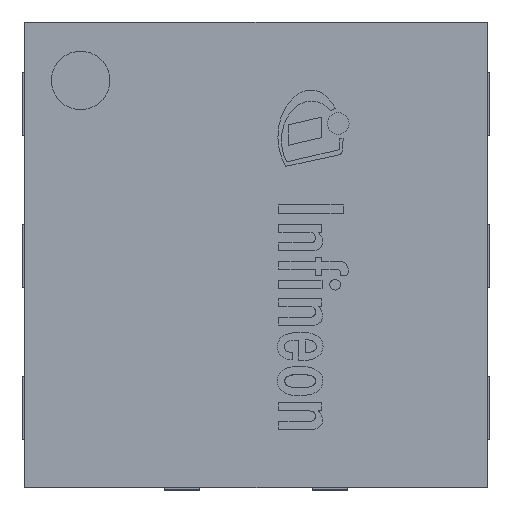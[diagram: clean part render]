
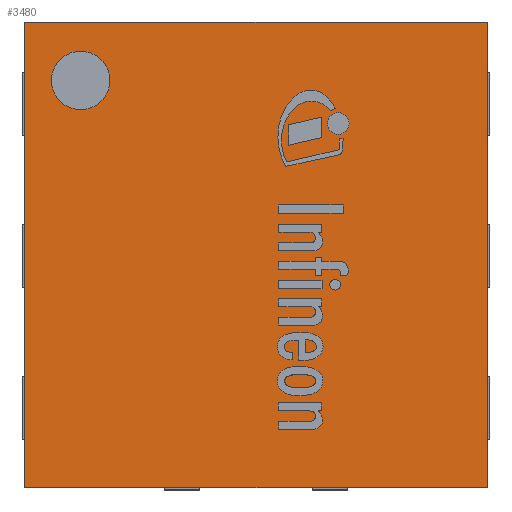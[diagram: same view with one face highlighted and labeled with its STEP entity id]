
A CAD part, top view. The second image highlights one B-rep face of the part: STEP entity #3480.
In plain terms, the highlighted planar face has unit normal (0, 0, 1).
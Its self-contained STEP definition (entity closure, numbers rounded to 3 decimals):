
#215=FACE_BOUND('',#519,.T.);
#221=CIRCLE('',#3719,0.125);
#299=FACE_OUTER_BOUND('',#518,.T.);
#518=EDGE_LOOP('',(#2288,#2289,#2290,#2291));
#519=EDGE_LOOP('',(#2292));
#735=LINE('',#4806,#1069);
#742=LINE('',#4826,#1076);
#745=LINE('',#4830,#1079);
#747=LINE('',#4833,#1081);
#1069=VECTOR('',#3970,1.);
#1076=VECTOR('',#3987,1.);
#1079=VECTOR('',#3992,1.);
#1081=VECTOR('',#3996,1.);
#1403=VERTEX_POINT('',#4804);
#1404=VERTEX_POINT('',#4805);
#1408=VERTEX_POINT('',#4815);
#1411=VERTEX_POINT('',#4823);
#1412=VERTEX_POINT('',#4825);
#1747=EDGE_CURVE('',#1403,#1404,#735,.T.);
#1753=EDGE_CURVE('',#1408,#1408,#221,.T.);
#1756=EDGE_CURVE('',#1412,#1411,#742,.T.);
#1759=EDGE_CURVE('',#1412,#1403,#745,.T.);
#1761=EDGE_CURVE('',#1411,#1404,#747,.T.);
#2288=ORIENTED_EDGE('',*,*,#1761,.T.);
#2289=ORIENTED_EDGE('',*,*,#1747,.F.);
#2290=ORIENTED_EDGE('',*,*,#1759,.F.);
#2291=ORIENTED_EDGE('',*,*,#1756,.T.);
#2292=ORIENTED_EDGE('',*,*,#1753,.T.);
#3301=PLANE('',#3725);
#3480=ADVANCED_FACE('',(#299,#215),#3301,.T.);
#3719=AXIS2_PLACEMENT_3D('',#4817,#3979,#3980);
#3725=AXIS2_PLACEMENT_3D('',#4835,#3999,#4000);
#3970=DIRECTION('',(1.,0.,0.));
#3979=DIRECTION('center_axis',(0.,0.,-1.));
#3980=DIRECTION('ref_axis',(-1.,0.,0.));
#3987=DIRECTION('',(1.,0.,0.));
#3992=DIRECTION('',(0.,1.,0.));
#3996=DIRECTION('',(0.,1.,0.));
#3999=DIRECTION('center_axis',(0.,0.,1.));
#4000=DIRECTION('ref_axis',(1.,0.,0.));
#4804=CARTESIAN_POINT('',(-0.99,1.,0.9));
#4805=CARTESIAN_POINT('',(0.99,1.,0.9));
#4806=CARTESIAN_POINT('',(-0.99,1.,0.9));
#4815=CARTESIAN_POINT('',(-0.625,0.75,0.9));
#4817=CARTESIAN_POINT('Origin',(-0.75,0.75,0.9));
#4823=CARTESIAN_POINT('',(0.99,-0.99,0.9));
#4825=CARTESIAN_POINT('',(-0.99,-0.99,0.9));
#4826=CARTESIAN_POINT('',(0.99,-0.99,0.9));
#4830=CARTESIAN_POINT('',(-0.99,0.99,0.9));
#4833=CARTESIAN_POINT('',(0.99,0.99,0.9));
#4835=CARTESIAN_POINT('Origin',(0.,0.,
0.9));
